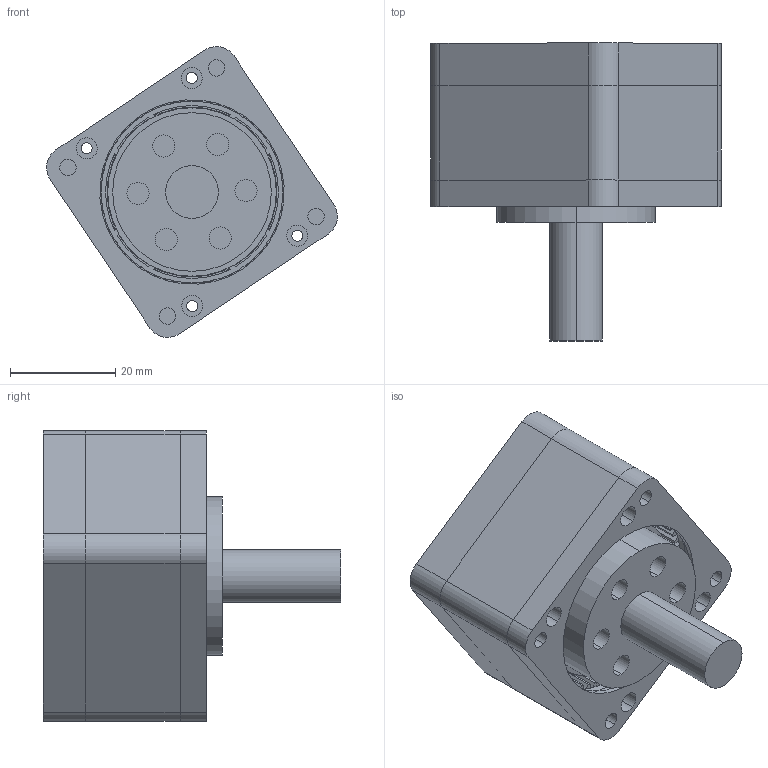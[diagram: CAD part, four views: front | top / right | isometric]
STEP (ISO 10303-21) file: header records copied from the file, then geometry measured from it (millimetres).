
FILE_DESCRIPTION (( 'STEP AP203' ), '1' );
FILE_NAME ('42减速器总成.STEP', '2024-10-27T13:44:08', ( 'Windows 用户' ), ( '微软中国' ), 'SwSTEP 2.0', 'SolidWorks 2023', '' );
FILE_SCHEMA (( 'CONFIG_CONTROL_DESIGN' ));
Length unit declared in the file: millimetre
Products named in the file (7): 42柔轮内第二版; 42减速器总成; 42钢轮第二版; 42顶盖第二版; 42波发生器第二版; 42柔轮第二版; 42底盖第二版
Assembly tree (6 placements, depth 2):
  42减速器总成
    42柔轮第二版
    42钢轮第二版
    42波发生器第二版
    42底盖第二版
    42顶盖第二版
    42柔轮内第二版
Bounding box: 55.15 x 56.5 x 55.15 mm (x, y, z)
Volume: 41156.9 mm3; surface area: 30666.8 mm2
Topology: 6 solids, 6 shells, 825 faces, 2331 edges, 1546 vertices
Faces by surface type: cylinder 450, bspline 260, plane 103, torus 8, cone 4
Entity records: 36417 total; most frequent: CARTESIAN_POINT 15024, ORIENTED_EDGE 4662, DIRECTION 3923, EDGE_CURVE 2331, VERTEX_POINT 1546, AXIS2_PLACEMENT_3D 1532, CIRCLE 958, EDGE_LOOP 919
